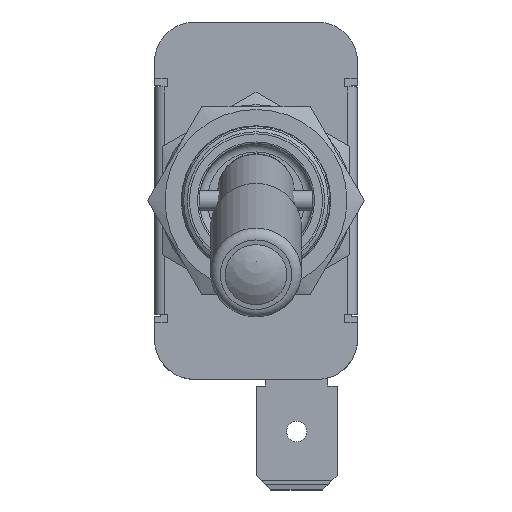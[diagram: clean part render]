
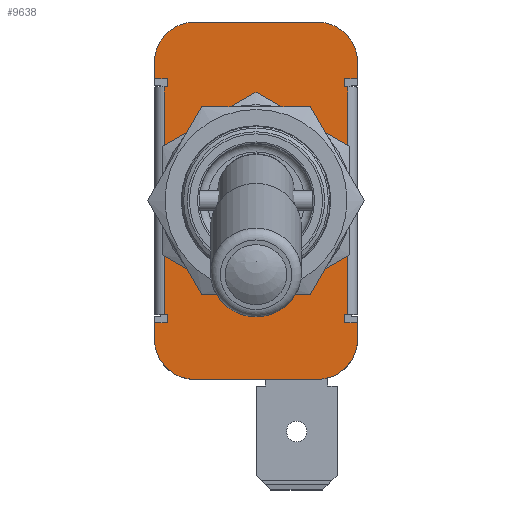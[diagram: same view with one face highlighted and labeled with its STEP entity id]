
A CAD part, top view. The second image highlights one B-rep face of the part: STEP entity #9638.
In plain terms, the highlighted planar face has unit normal (0, 0, 1).
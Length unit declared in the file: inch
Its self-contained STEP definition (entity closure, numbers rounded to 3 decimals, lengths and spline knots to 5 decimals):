
#272=CIRCLE('',#10267,0.125);
#273=CIRCLE('',#10268,0.125);
#274=CIRCLE('',#10269,0.125);
#275=CIRCLE('',#10270,0.125);
#276=CIRCLE('',#10271,0.23);
#596=FACE_BOUND('',#1498,.T.);
#597=FACE_BOUND('',#1499,.T.);
#935=FACE_OUTER_BOUND('',#1497,.T.);
#1497=EDGE_LOOP('',(#6561,#6562,#6563,#6564,#6565,#6566,#6567,#6568,#6569,
#6570,#6571,#6572,#6573,#6574,#6575,#6576,#6577,#6578,#6579,#6580,#6581,
#6582,#6583,#6584));
#1498=EDGE_LOOP('',(#6585,#6586,#6587,#6588));
#1499=EDGE_LOOP('',(#6589,#6590,#6591,#6592));
#2120=LINE('',#14710,#3025);
#2121=LINE('',#14712,#3026);
#2122=LINE('',#14714,#3027);
#2123=LINE('',#14716,#3028);
#2124=LINE('',#14718,#3029);
#2125=LINE('',#14720,#3030);
#2126=LINE('',#14724,#3031);
#2127=LINE('',#14728,#3032);
#2128=LINE('',#14730,#3033);
#2129=LINE('',#14732,#3034);
#2130=LINE('',#14734,#3035);
#2131=LINE('',#14736,#3036);
#2132=LINE('',#14738,#3037);
#2133=LINE('',#14740,#3038);
#2134=LINE('',#14742,#3039);
#2135=LINE('',#14744,#3040);
#2136=LINE('',#14748,#3041);
#2137=LINE('',#14752,#3042);
#2138=LINE('',#14754,#3043);
#2139=LINE('',#14755,#3044);
#2140=LINE('',#14758,#3045);
#2141=LINE('',#14760,#3046);
#2142=LINE('',#14762,#3047);
#2143=LINE('',#14763,#3048);
#2144=LINE('',#14768,#3049);
#2145=LINE('',#14770,#3050);
#2146=LINE('',#14771,#3051);
#3025=VECTOR('',#11176,0.01);
#3026=VECTOR('',#11177,0.7);
#3027=VECTOR('',#11178,0.01);
#3028=VECTOR('',#11179,0.025);
#3029=VECTOR('',#11180,0.04);
#3030=VECTOR('',#11181,0.05);
#3031=VECTOR('',#11184,0.375);
#3032=VECTOR('',#11187,0.05);
#3033=VECTOR('',#11188,0.04);
#3034=VECTOR('',#11189,0.025);
#3035=VECTOR('',#11190,0.01);
#3036=VECTOR('',#11191,0.7);
#3037=VECTOR('',#11192,0.01);
#3038=VECTOR('',#11193,0.025);
#3039=VECTOR('',#11194,0.04);
#3040=VECTOR('',#11195,0.05);
#3041=VECTOR('',#11198,0.375);
#3042=VECTOR('',#11201,0.05);
#3043=VECTOR('',#11202,0.04);
#3044=VECTOR('',#11203,0.025);
#3045=VECTOR('',#11204,0.078);
#3046=VECTOR('',#11205,0.035);
#3047=VECTOR('',#11206,0.078);
#3048=VECTOR('',#11207,0.035);
#3049=VECTOR('',#11210,0.0365);
#3050=VECTOR('',#11211,0.08);
#3051=VECTOR('',#11212,0.0365);
#4059=VERTEX_POINT('',#14708);
#4060=VERTEX_POINT('',#14709);
#4061=VERTEX_POINT('',#14711);
#4062=VERTEX_POINT('',#14713);
#4063=VERTEX_POINT('',#14715);
#4064=VERTEX_POINT('',#14717);
#4065=VERTEX_POINT('',#14719);
#4066=VERTEX_POINT('',#14721);
#4067=VERTEX_POINT('',#14723);
#4068=VERTEX_POINT('',#14725);
#4069=VERTEX_POINT('',#14727);
#4070=VERTEX_POINT('',#14729);
#4071=VERTEX_POINT('',#14731);
#4072=VERTEX_POINT('',#14733);
#4073=VERTEX_POINT('',#14735);
#4074=VERTEX_POINT('',#14737);
#4075=VERTEX_POINT('',#14739);
#4076=VERTEX_POINT('',#14741);
#4077=VERTEX_POINT('',#14743);
#4078=VERTEX_POINT('',#14745);
#4079=VERTEX_POINT('',#14747);
#4080=VERTEX_POINT('',#14749);
#4081=VERTEX_POINT('',#14751);
#4082=VERTEX_POINT('',#14753);
#4083=VERTEX_POINT('',#14756);
#4084=VERTEX_POINT('',#14757);
#4085=VERTEX_POINT('',#14759);
#4086=VERTEX_POINT('',#14761);
#4087=VERTEX_POINT('',#14764);
#4088=VERTEX_POINT('',#14765);
#4089=VERTEX_POINT('',#14767);
#4090=VERTEX_POINT('',#14769);
#5063=EDGE_CURVE('',#4059,#4060,#2120,.T.);
#5064=EDGE_CURVE('',#4060,#4061,#2121,.T.);
#5065=EDGE_CURVE('',#4061,#4062,#2122,.T.);
#5066=EDGE_CURVE('',#4062,#4063,#2123,.T.);
#5067=EDGE_CURVE('',#4063,#4064,#2124,.T.);
#5068=EDGE_CURVE('',#4064,#4065,#2125,.T.);
#5069=EDGE_CURVE('',#4065,#4066,#272,.T.);
#5070=EDGE_CURVE('',#4066,#4067,#2126,.T.);
#5071=EDGE_CURVE('',#4067,#4068,#273,.T.);
#5072=EDGE_CURVE('',#4068,#4069,#2127,.T.);
#5073=EDGE_CURVE('',#4069,#4070,#2128,.T.);
#5074=EDGE_CURVE('',#4070,#4071,#2129,.T.);
#5075=EDGE_CURVE('',#4071,#4072,#2130,.T.);
#5076=EDGE_CURVE('',#4072,#4073,#2131,.T.);
#5077=EDGE_CURVE('',#4073,#4074,#2132,.T.);
#5078=EDGE_CURVE('',#4074,#4075,#2133,.T.);
#5079=EDGE_CURVE('',#4075,#4076,#2134,.T.);
#5080=EDGE_CURVE('',#4076,#4077,#2135,.T.);
#5081=EDGE_CURVE('',#4077,#4078,#274,.T.);
#5082=EDGE_CURVE('',#4078,#4079,#2136,.T.);
#5083=EDGE_CURVE('',#4079,#4080,#275,.T.);
#5084=EDGE_CURVE('',#4080,#4081,#2137,.T.);
#5085=EDGE_CURVE('',#4081,#4082,#2138,.T.);
#5086=EDGE_CURVE('',#4082,#4059,#2139,.T.);
#5087=EDGE_CURVE('',#4083,#4084,#2140,.T.);
#5088=EDGE_CURVE('',#4085,#4083,#2141,.T.);
#5089=EDGE_CURVE('',#4086,#4085,#2142,.T.);
#5090=EDGE_CURVE('',#4084,#4086,#2143,.T.);
#5091=EDGE_CURVE('',#4087,#4088,#276,.T.);
#5092=EDGE_CURVE('',#4089,#4087,#2144,.T.);
#5093=EDGE_CURVE('',#4090,#4089,#2145,.T.);
#5094=EDGE_CURVE('',#4088,#4090,#2146,.T.);
#6561=ORIENTED_EDGE('',*,*,#5063,.T.);
#6562=ORIENTED_EDGE('',*,*,#5064,.T.);
#6563=ORIENTED_EDGE('',*,*,#5065,.T.);
#6564=ORIENTED_EDGE('',*,*,#5066,.T.);
#6565=ORIENTED_EDGE('',*,*,#5067,.T.);
#6566=ORIENTED_EDGE('',*,*,#5068,.T.);
#6567=ORIENTED_EDGE('',*,*,#5069,.T.);
#6568=ORIENTED_EDGE('',*,*,#5070,.T.);
#6569=ORIENTED_EDGE('',*,*,#5071,.T.);
#6570=ORIENTED_EDGE('',*,*,#5072,.T.);
#6571=ORIENTED_EDGE('',*,*,#5073,.T.);
#6572=ORIENTED_EDGE('',*,*,#5074,.T.);
#6573=ORIENTED_EDGE('',*,*,#5075,.T.);
#6574=ORIENTED_EDGE('',*,*,#5076,.T.);
#6575=ORIENTED_EDGE('',*,*,#5077,.T.);
#6576=ORIENTED_EDGE('',*,*,#5078,.T.);
#6577=ORIENTED_EDGE('',*,*,#5079,.T.);
#6578=ORIENTED_EDGE('',*,*,#5080,.T.);
#6579=ORIENTED_EDGE('',*,*,#5081,.T.);
#6580=ORIENTED_EDGE('',*,*,#5082,.T.);
#6581=ORIENTED_EDGE('',*,*,#5083,.T.);
#6582=ORIENTED_EDGE('',*,*,#5084,.T.);
#6583=ORIENTED_EDGE('',*,*,#5085,.T.);
#6584=ORIENTED_EDGE('',*,*,#5086,.T.);
#6585=ORIENTED_EDGE('',*,*,#5087,.F.);
#6586=ORIENTED_EDGE('',*,*,#5088,.F.);
#6587=ORIENTED_EDGE('',*,*,#5089,.F.);
#6588=ORIENTED_EDGE('',*,*,#5090,.F.);
#6589=ORIENTED_EDGE('',*,*,#5091,.F.);
#6590=ORIENTED_EDGE('',*,*,#5092,.F.);
#6591=ORIENTED_EDGE('',*,*,#5093,.F.);
#6592=ORIENTED_EDGE('',*,*,#5094,.F.);
#9302=PLANE('',#10266);
#9638=ADVANCED_FACE('',(#935,#596,#597),#9302,.T.);
#10266=AXIS2_PLACEMENT_3D('',#14707,#11174,#11175);
#10267=AXIS2_PLACEMENT_3D('',#14722,#11182,#11183);
#10268=AXIS2_PLACEMENT_3D('',#14726,#11185,#11186);
#10269=AXIS2_PLACEMENT_3D('',#14746,#11196,#11197);
#10270=AXIS2_PLACEMENT_3D('',#14750,#11199,#11200);
#10271=AXIS2_PLACEMENT_3D('',#14766,#11208,#11209);
#11174=DIRECTION('center_axis',(0.,0.,1.));
#11175=DIRECTION('ref_axis',(1.,0.,0.));
#11176=DIRECTION('',(-1.,0.,0.));
#11177=DIRECTION('',(0.,-1.,0.));
#11178=DIRECTION('',(1.,0.,0.));
#11179=DIRECTION('',(0.,-1.,0.));
#11180=DIRECTION('',(-1.,0.,0.));
#11181=DIRECTION('',(0.,-1.,0.));
#11182=DIRECTION('center_axis',(0.,0.,1.));
#11183=DIRECTION('ref_axis',(1.,0.,0.));
#11184=DIRECTION('',(1.,0.,0.));
#11185=DIRECTION('center_axis',(0.,0.,1.));
#11186=DIRECTION('ref_axis',(1.,0.,0.));
#11187=DIRECTION('',(0.,1.,0.));
#11188=DIRECTION('',(-1.,0.,0.));
#11189=DIRECTION('',(0.,1.,0.));
#11190=DIRECTION('',(1.,0.,0.));
#11191=DIRECTION('',(0.,1.,0.));
#11192=DIRECTION('',(-1.,0.,0.));
#11193=DIRECTION('',(0.,1.,0.));
#11194=DIRECTION('',(1.,0.,0.));
#11195=DIRECTION('',(0.,1.,0.));
#11196=DIRECTION('center_axis',(0.,0.,1.));
#11197=DIRECTION('ref_axis',(-1.,0.,0.));
#11198=DIRECTION('',(-1.,0.,0.));
#11199=DIRECTION('center_axis',(0.,0.,1.));
#11200=DIRECTION('ref_axis',(1.,0.,0.));
#11201=DIRECTION('',(0.,-1.,0.));
#11202=DIRECTION('',(1.,0.,0.));
#11203=DIRECTION('',(0.,-1.,0.));
#11204=DIRECTION('',(1.,0.,0.));
#11205=DIRECTION('',(0.,-1.,0.));
#11206=DIRECTION('',(-1.,0.,0.));
#11207=DIRECTION('',(0.,1.,0.));
#11208=DIRECTION('center_axis',(0.,0.,1.));
#11209=DIRECTION('ref_axis',(1.,0.,0.));
#11210=DIRECTION('',(0.,-1.,0.));
#11211=DIRECTION('',(1.,0.,0.));
#11212=DIRECTION('',(0.,1.,0.));
#14707=CARTESIAN_POINT('Origin',(-0.1875,0.425,1.1));
#14708=CARTESIAN_POINT('',(-0.2725,0.35,1.1));
#14709=CARTESIAN_POINT('',(-0.2825,0.35,1.1));
#14710=CARTESIAN_POINT('',(-0.2725,0.35,1.1));
#14711=CARTESIAN_POINT('',(-0.2825,-0.35,1.1));
#14712=CARTESIAN_POINT('',(-0.2825,0.35,1.1));
#14713=CARTESIAN_POINT('',(-0.2725,-0.35,1.1));
#14714=CARTESIAN_POINT('',(-0.2825,-0.35,1.1));
#14715=CARTESIAN_POINT('',(-0.2725,-0.375,1.1));
#14716=CARTESIAN_POINT('',(-0.2725,-0.35,1.1));
#14717=CARTESIAN_POINT('',(-0.3125,-0.375,1.1));
#14718=CARTESIAN_POINT('',(-0.2725,-0.375,1.1));
#14719=CARTESIAN_POINT('',(-0.3125,-0.425,1.1));
#14720=CARTESIAN_POINT('',(-0.3125,-0.375,1.1));
#14721=CARTESIAN_POINT('',(-0.1875,-0.55,1.1));
#14722=CARTESIAN_POINT('Origin',(-0.1875,-0.425,1.1));
#14723=CARTESIAN_POINT('',(0.1875,-0.55,1.1));
#14724=CARTESIAN_POINT('',(-0.1875,-0.55,1.1));
#14725=CARTESIAN_POINT('',(0.3125,-0.425,1.1));
#14726=CARTESIAN_POINT('Origin',(0.1875,-0.425,1.1));
#14727=CARTESIAN_POINT('',(0.3125,-0.375,1.1));
#14728=CARTESIAN_POINT('',(0.3125,-0.425,1.1));
#14729=CARTESIAN_POINT('',(0.2725,-0.375,1.1));
#14730=CARTESIAN_POINT('',(0.3125,-0.375,1.1));
#14731=CARTESIAN_POINT('',(0.2725,-0.35,1.1));
#14732=CARTESIAN_POINT('',(0.2725,-0.375,1.1));
#14733=CARTESIAN_POINT('',(0.2825,-0.35,1.1));
#14734=CARTESIAN_POINT('',(0.2725,-0.35,1.1));
#14735=CARTESIAN_POINT('',(0.2825,0.35,1.1));
#14736=CARTESIAN_POINT('',(0.2825,-0.35,1.1));
#14737=CARTESIAN_POINT('',(0.2725,0.35,1.1));
#14738=CARTESIAN_POINT('',(0.2825,0.35,1.1));
#14739=CARTESIAN_POINT('',(0.2725,0.375,1.1));
#14740=CARTESIAN_POINT('',(0.2725,0.35,1.1));
#14741=CARTESIAN_POINT('',(0.3125,0.375,1.1));
#14742=CARTESIAN_POINT('',(0.2725,0.375,1.1));
#14743=CARTESIAN_POINT('',(0.3125,0.425,1.1));
#14744=CARTESIAN_POINT('',(0.3125,0.375,1.1));
#14745=CARTESIAN_POINT('',(0.1875,0.55,1.1));
#14746=CARTESIAN_POINT('Origin',(0.1875,0.425,1.1));
#14747=CARTESIAN_POINT('',(-0.1875,0.55,1.1));
#14748=CARTESIAN_POINT('',(0.1875,0.55,1.1));
#14749=CARTESIAN_POINT('',(-0.3125,0.425,1.1));
#14750=CARTESIAN_POINT('Origin',(-0.1875,0.425,1.1));
#14751=CARTESIAN_POINT('',(-0.3125,0.375,1.1));
#14752=CARTESIAN_POINT('',(-0.3125,0.425,1.1));
#14753=CARTESIAN_POINT('',(-0.2725,0.375,1.1));
#14754=CARTESIAN_POINT('',(-0.3125,0.375,1.1));
#14755=CARTESIAN_POINT('',(-0.2725,0.375,1.1));
#14756=CARTESIAN_POINT('',(-0.039,-0.226,1.1));
#14757=CARTESIAN_POINT('',(0.039,-0.226,1.1));
#14758=CARTESIAN_POINT('',(-0.039,-0.226,1.1));
#14759=CARTESIAN_POINT('',(-0.039,-0.191,1.1));
#14760=CARTESIAN_POINT('',(-0.039,-0.191,1.1));
#14761=CARTESIAN_POINT('',(0.039,-0.191,1.1));
#14762=CARTESIAN_POINT('',(0.039,-0.191,1.1));
#14763=CARTESIAN_POINT('',(0.039,-0.226,1.1));
#14764=CARTESIAN_POINT('',(0.04,-0.2265,1.1));
#14765=CARTESIAN_POINT('',(-0.04,-0.2265,1.1));
#14766=CARTESIAN_POINT('Origin',(0.,0.,1.1));
#14767=CARTESIAN_POINT('',(0.04,-0.19,1.1));
#14768=CARTESIAN_POINT('',(0.04,-0.19,1.1));
#14769=CARTESIAN_POINT('',(-0.04,-0.19,1.1));
#14770=CARTESIAN_POINT('',(-0.04,-0.19,1.1));
#14771=CARTESIAN_POINT('',(-0.04,-0.2265,1.1));
